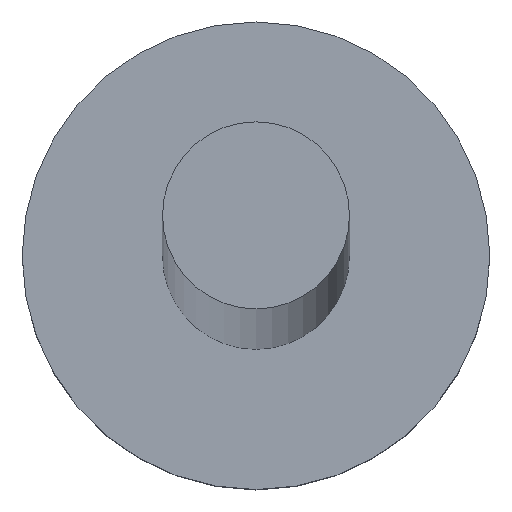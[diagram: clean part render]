
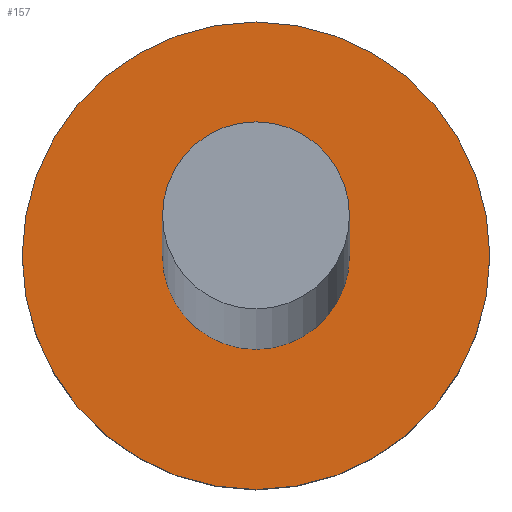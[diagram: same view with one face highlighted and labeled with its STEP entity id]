
A CAD part, top view. The second image highlights one B-rep face of the part: STEP entity #157.
In plain terms, the highlighted planar face has unit normal (0, 0, 1).
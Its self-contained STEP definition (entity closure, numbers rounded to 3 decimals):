
#4 = VERTEX_POINT ( 'NONE', #252 ) ;
#15 = CARTESIAN_POINT ( 'NONE',  ( 0., 0., 1.2 ) ) ;
#18 = CARTESIAN_POINT ( 'NONE',  ( 0., 0., 1.2 ) ) ;
#31 = CIRCLE ( 'NONE', #96, 0.5 ) ;
#39 = DIRECTION ( 'NONE',  ( 0., 0., 1. ) ) ;
#40 = PLANE ( 'NONE',  #155 ) ;
#43 = ORIENTED_EDGE ( 'NONE', *, *, #78, .F. ) ;
#46 = EDGE_LOOP ( 'NONE', ( #86, #43 ) ) ;
#48 = EDGE_CURVE ( 'NONE', #194, #217, #232, .T. ) ;
#53 = CARTESIAN_POINT ( 'NONE',  ( 0., 0., 1.2 ) ) ;
#55 = CARTESIAN_POINT ( 'NONE',  ( 0., 0., 1.2 ) ) ;
#73 = DIRECTION ( 'NONE',  ( 0., 0., 1. ) ) ;
#78 = EDGE_CURVE ( 'NONE', #217, #194, #31, .T. ) ;
#86 = ORIENTED_EDGE ( 'NONE', *, *, #48, .F. ) ;
#89 = DIRECTION ( 'NONE',  ( 1., 0., 0. ) ) ;
#92 = DIRECTION ( 'NONE',  ( 0., 0., 1. ) ) ;
#96 = AXIS2_PLACEMENT_3D ( 'NONE', #53, #92, #89 ) ;
#97 = EDGE_CURVE ( 'NONE', #4, #241, #246, .T. ) ;
#114 = EDGE_CURVE ( 'NONE', #241, #4, #180, .T. ) ;
#120 = ORIENTED_EDGE ( 'NONE', *, *, #114, .T. ) ;
#130 = AXIS2_PLACEMENT_3D ( 'NONE', #55, #73, #201 ) ;
#135 = FACE_OUTER_BOUND ( 'NONE', #225, .T. ) ;
#136 = CARTESIAN_POINT ( 'NONE',  ( -0.5, 0., 1.2 ) ) ;
#155 = AXIS2_PLACEMENT_3D ( 'NONE', #18, #248, #250 ) ;
#157 = ADVANCED_FACE ( 'NONE', ( #186, #135 ), #40, .T. ) ;
#169 = CARTESIAN_POINT ( 'NONE',  ( 1.25, 0., 1.2 ) ) ;
#171 = AXIS2_PLACEMENT_3D ( 'NONE', #15, #207, #231 ) ;
#180 = CIRCLE ( 'NONE', #187, 1.25 ) ;
#186 = FACE_BOUND ( 'NONE', #46, .T. ) ;
#187 = AXIS2_PLACEMENT_3D ( 'NONE', #206, #39, #233 ) ;
#194 = VERTEX_POINT ( 'NONE', #136 ) ;
#201 = DIRECTION ( 'NONE',  ( 1., 0., 0. ) ) ;
#206 = CARTESIAN_POINT ( 'NONE',  ( 0., 0., 1.2 ) ) ;
#207 = DIRECTION ( 'NONE',  ( 0., 0., 1. ) ) ;
#212 = CARTESIAN_POINT ( 'NONE',  ( 0.5, 0., 1.2 ) ) ;
#213 = ORIENTED_EDGE ( 'NONE', *, *, #97, .T. ) ;
#217 = VERTEX_POINT ( 'NONE', #212 ) ;
#225 = EDGE_LOOP ( 'NONE', ( #213, #120 ) ) ;
#231 = DIRECTION ( 'NONE',  ( 1., 0., 0. ) ) ;
#232 = CIRCLE ( 'NONE', #171, 0.5 ) ;
#233 = DIRECTION ( 'NONE',  ( 1., 0., 0. ) ) ;
#241 = VERTEX_POINT ( 'NONE', #169 ) ;
#246 = CIRCLE ( 'NONE', #130, 1.25 ) ;
#248 = DIRECTION ( 'NONE',  ( 0., 0., 1. ) ) ;
#250 = DIRECTION ( 'NONE',  ( 1., 0., 0. ) ) ;
#252 = CARTESIAN_POINT ( 'NONE',  ( -1.25, 0., 1.2 ) ) ;
